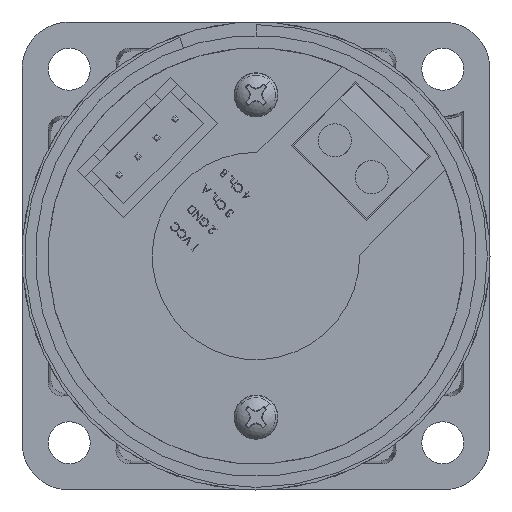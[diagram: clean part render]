
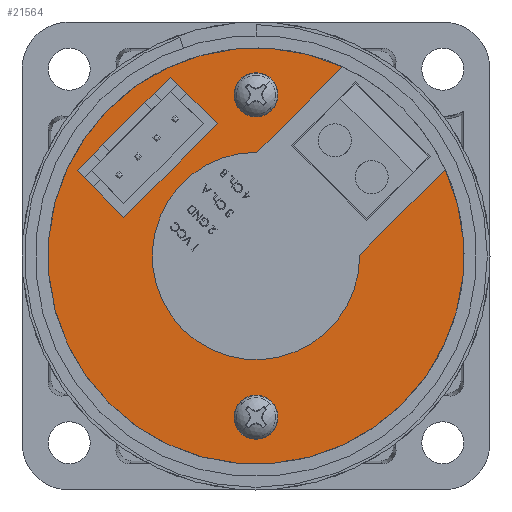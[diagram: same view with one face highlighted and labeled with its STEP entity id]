
A CAD part, front view. The second image highlights one B-rep face of the part: STEP entity #21564.
In plain terms, the highlighted face is planar.
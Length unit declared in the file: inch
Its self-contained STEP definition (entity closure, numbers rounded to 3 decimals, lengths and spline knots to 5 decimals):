
#720 = CARTESIAN_POINT ( 'NONE',  ( 0.4575, 0.6415, -0.25 ) ) ;
#1052 = ORIENTED_EDGE ( 'NONE', *, *, #5931, .F. ) ;
#1054 = CARTESIAN_POINT ( 'NONE',  ( 0.67, 0.6415, 0.25 ) ) ;
#1186 = AXIS2_PLACEMENT_3D ( 'NONE', #14622, #47496, #19414 ) ;
#1471 = LINE ( 'NONE', #42011, #37628 ) ;
#2635 = VERTEX_POINT ( 'NONE', #11362 ) ;
#2925 = LINE ( 'NONE', #11569, #28003 ) ;
#2956 = VERTEX_POINT ( 'NONE', #8061 ) ;
#3220 = DIRECTION ( 'NONE',  ( 0., 1., 0. ) ) ;
#3823 = VECTOR ( 'NONE', #39702, 39.37008 ) ;
#4021 = AXIS2_PLACEMENT_3D ( 'NONE', #36820, #8566, #41551 ) ;
#4099 = DIRECTION ( 'NONE',  ( 0., 0., -1. ) ) ;
#4471 = VECTOR ( 'NONE', #41238, 39.37008 ) ;
#4477 = EDGE_CURVE ( 'NONE', #49603, #31787, #32810, .T. ) ;
#5075 = CARTESIAN_POINT ( 'NONE',  ( 0.7075, 0.6415, 0.1625 ) ) ;
#5403 = VERTEX_POINT ( 'NONE', #42889 ) ;
#5452 = VERTEX_POINT ( 'NONE', #57557 ) ;
#5888 = AXIS2_PLACEMENT_3D ( 'NONE', #31476, #3220, #36193 ) ;
#5931 = EDGE_CURVE ( 'NONE', #5403, #13219, #53823, .T. ) ;
#6043 = ORIENTED_EDGE ( 'NONE', *, *, #32751, .F. ) ;
#6362 = EDGE_CURVE ( 'NONE', #26046, #33487, #29554, .T. ) ;
#6365 = ORIENTED_EDGE ( 'NONE', *, *, #11567, .F. ) ;
#6907 = CARTESIAN_POINT ( 'NONE',  ( 0.7075, 0.6415, -0.25 ) ) ;
#8061 = CARTESIAN_POINT ( 'NONE',  ( -0.275, 0.6415, 0.73792 ) ) ;
#8329 = CARTESIAN_POINT ( 'NONE',  ( 0., 0.6415, 0. ) ) ;
#8348 = DIRECTION ( 'NONE',  ( 0., 1., 0. ) ) ;
#8530 = EDGE_LOOP ( 'NONE', ( #6365, #38124, #47253, #6043, #46966, #24036, #60613, #31399, #1052, #60229, #38407, #40057 ) ) ;
#8566 = DIRECTION ( 'NONE',  ( 0., 1., 0. ) ) ;
#9170 = LINE ( 'NONE', #20211, #45227 ) ;
#9311 = EDGE_CURVE ( 'NONE', #13219, #11273, #42974, .T. ) ;
#10964 = AXIS2_PLACEMENT_3D ( 'NONE', #36611, #8348, #41335 ) ;
#11273 = VERTEX_POINT ( 'NONE', #14401 ) ;
#11362 = CARTESIAN_POINT ( 'NONE',  ( 0.62, 0.6415, -0.25 ) ) ;
#11567 = EDGE_CURVE ( 'NONE', #11702, #49603, #43380, .T. ) ;
#11569 = CARTESIAN_POINT ( 'NONE',  ( -0.275, 0.6415, 0.28006 ) ) ;
#11700 = EDGE_CURVE ( 'NONE', #5452, #54950, #54351, .T. ) ;
#11702 = VERTEX_POINT ( 'NONE', #17083 ) ;
#12003 = CARTESIAN_POINT ( 'NONE',  ( 0.7075, 0.6415, -0.1125 ) ) ;
#12823 = EDGE_CURVE ( 'NONE', #19327, #2956, #13166, .T. ) ;
#13103 = DIRECTION ( 'NONE',  ( 0., 0., 1. ) ) ;
#13166 = CIRCLE ( 'NONE', #1186, 0.7875 ) ;
#13219 = VERTEX_POINT ( 'NONE', #43176 ) ;
#13852 = AXIS2_PLACEMENT_3D ( 'NONE', #8329, #41316, #13103 ) ;
#14401 = CARTESIAN_POINT ( 'NONE',  ( 0.67, 0.6415, -0.25 ) ) ;
#14542 = DIRECTION ( 'NONE',  ( 0., 0., -1. ) ) ;
#14622 = CARTESIAN_POINT ( 'NONE',  ( 0., 0.6415, 0. ) ) ;
#15401 = VERTEX_POINT ( 'NONE', #59673 ) ;
#16422 = VECTOR ( 'NONE', #38236, 39.37008 ) ;
#16739 = CIRCLE ( 'NONE', #10964, 0.7875 ) ;
#17083 = CARTESIAN_POINT ( 'NONE',  ( 0.7075, 0.6415, 0.25 ) ) ;
#17299 = EDGE_CURVE ( 'NONE', #11273, #2635, #55364, .T. ) ;
#18994 = LINE ( 'NONE', #48551, #31482 ) ;
#19294 = CARTESIAN_POINT ( 'NONE',  ( 0.7075, 0.6415, 0.1125 ) ) ;
#19327 = VERTEX_POINT ( 'NONE', #50816 ) ;
#19414 = DIRECTION ( 'NONE',  ( 0., 0., 1. ) ) ;
#20211 = CARTESIAN_POINT ( 'NONE',  ( 0.4575, 0.6415, -0.25 ) ) ;
#21532 = ORIENTED_EDGE ( 'NONE', *, *, #52776, .F. ) ;
#21564 = ADVANCED_FACE ( 'NONE', ( #53218, #40799 ), #45992, .T. ) ;
#24036 = ORIENTED_EDGE ( 'NONE', *, *, #35731, .F. ) ;
#25394 = CARTESIAN_POINT ( 'NONE',  ( 0.275, 0.6415, 0.73792 ) ) ;
#25517 = EDGE_CURVE ( 'NONE', #15401, #2956, #2925, .T. ) ;
#25519 = CARTESIAN_POINT ( 'NONE',  ( 0.7075, 0.6415, -0.25 ) ) ;
#25702 = DIRECTION ( 'NONE',  ( 0., 0., -1. ) ) ;
#26046 = VERTEX_POINT ( 'NONE', #720 ) ;
#26684 = VERTEX_POINT ( 'NONE', #25394 ) ;
#27393 = VERTEX_POINT ( 'NONE', #12003 ) ;
#28003 = VECTOR ( 'NONE', #44470, 39.37008 ) ;
#29223 = ORIENTED_EDGE ( 'NONE', *, *, #42659, .F. ) ;
#29554 = LINE ( 'NONE', #59823, #4471 ) ;
#30146 = LINE ( 'NONE', #49519, #41182 ) ;
#30659 = ORIENTED_EDGE ( 'NONE', *, *, #11700, .F. ) ;
#31399 = ORIENTED_EDGE ( 'NONE', *, *, #9311, .F. ) ;
#31476 = CARTESIAN_POINT ( 'NONE',  ( 0., 0.6415, 0. ) ) ;
#31482 = VECTOR ( 'NONE', #53258, 39.37008 ) ;
#31516 = LINE ( 'NONE', #33799, #43962 ) ;
#31652 = CIRCLE ( 'NONE', #13852, 0.3925 ) ;
#31787 = VERTEX_POINT ( 'NONE', #19294 ) ;
#32058 = VECTOR ( 'NONE', #46130, 39.37008 ) ;
#32341 = VERTEX_POINT ( 'NONE', #46898 ) ;
#32751 = EDGE_CURVE ( 'NONE', #33487, #32341, #31516, .T. ) ;
#32810 = LINE ( 'NONE', #42733, #56238 ) ;
#33487 = VERTEX_POINT ( 'NONE', #50675 ) ;
#33493 = CARTESIAN_POINT ( 'NONE',  ( 0., 0.6415, -0.25 ) ) ;
#33537 = LINE ( 'NONE', #41476, #32058 ) ;
#33799 = CARTESIAN_POINT ( 'NONE',  ( 0.4575, 0.6415, 0.25 ) ) ;
#34474 = LINE ( 'NONE', #55317, #44006 ) ;
#35731 = EDGE_CURVE ( 'NONE', #2635, #26046, #9170, .T. ) ;
#36193 = DIRECTION ( 'NONE',  ( 0., 0., 1. ) ) ;
#36611 = CARTESIAN_POINT ( 'NONE',  ( 0., 0.6415, 0. ) ) ;
#36658 = VERTEX_POINT ( 'NONE', #1054 ) ;
#36803 = CARTESIAN_POINT ( 'NONE',  ( 0., 0.6415, -0.3925 ) ) ;
#36820 = CARTESIAN_POINT ( 'NONE',  ( 0., 0.6415, 0. ) ) ;
#37628 = VECTOR ( 'NONE', #4099, 39.37008 ) ;
#38124 = ORIENTED_EDGE ( 'NONE', *, *, #59808, .F. ) ;
#38236 = DIRECTION ( 'NONE',  ( -1., 0., 0. ) ) ;
#38407 = ORIENTED_EDGE ( 'NONE', *, *, #55887, .F. ) ;
#39393 = ORIENTED_EDGE ( 'NONE', *, *, #25517, .F. ) ;
#39702 = DIRECTION ( 'NONE',  ( 0., 0., -1. ) ) ;
#39930 = ORIENTED_EDGE ( 'NONE', *, *, #40680, .T. ) ;
#40057 = ORIENTED_EDGE ( 'NONE', *, *, #4477, .F. ) ;
#40680 = EDGE_CURVE ( 'NONE', #26684, #19327, #16739, .T. ) ;
#40799 = FACE_OUTER_BOUND ( 'NONE', #45225, .T. ) ;
#41182 = VECTOR ( 'NONE', #49732, 39.37008 ) ;
#41238 = DIRECTION ( 'NONE',  ( 0., 0., 1. ) ) ;
#41316 = DIRECTION ( 'NONE',  ( 0., 1., 0. ) ) ;
#41335 = DIRECTION ( 'NONE',  ( 0., 0., 1. ) ) ;
#41476 = CARTESIAN_POINT ( 'NONE',  ( 0.275, 0.6415, 0.28006 ) ) ;
#41551 = DIRECTION ( 'NONE',  ( 0., 0., 1. ) ) ;
#42011 = CARTESIAN_POINT ( 'NONE',  ( 0.7075, 0.6415, -0.25 ) ) ;
#42659 = EDGE_CURVE ( 'NONE', #54950, #15401, #31652, .T. ) ;
#42733 = CARTESIAN_POINT ( 'NONE',  ( 0.7075, 0.6415, 0. ) ) ;
#42889 = CARTESIAN_POINT ( 'NONE',  ( 0.7075, 0.6415, -0.1625 ) ) ;
#42974 = LINE ( 'NONE', #49090, #53920 ) ;
#43176 = CARTESIAN_POINT ( 'NONE',  ( 0.7075, 0.6415, -0.25 ) ) ;
#43234 = EDGE_CURVE ( 'NONE', #32341, #36658, #34474, .T. ) ;
#43380 = LINE ( 'NONE', #6907, #55822 ) ;
#43962 = VECTOR ( 'NONE', #52445, 39.37008 ) ;
#44006 = VECTOR ( 'NONE', #60197, 39.37008 ) ;
#44395 = DIRECTION ( 'NONE',  ( -1., 0., 0. ) ) ;
#44470 = DIRECTION ( 'NONE',  ( 0., 0., 1. ) ) ;
#45225 = EDGE_LOOP ( 'NONE', ( #39393, #29223, #30659, #21532, #39930, #52922 ) ) ;
#45227 = VECTOR ( 'NONE', #53024, 39.37008 ) ;
#45992 = PLANE ( 'NONE',  #4021 ) ;
#46130 = DIRECTION ( 'NONE',  ( 0., 0., -1. ) ) ;
#46898 = CARTESIAN_POINT ( 'NONE',  ( 0.62, 0.6415, 0.25 ) ) ;
#46966 = ORIENTED_EDGE ( 'NONE', *, *, #6362, .F. ) ;
#47253 = ORIENTED_EDGE ( 'NONE', *, *, #43234, .F. ) ;
#47496 = DIRECTION ( 'NONE',  ( 0., 1., 0. ) ) ;
#48551 = CARTESIAN_POINT ( 'NONE',  ( 0.4575, 0.6415, 0.25 ) ) ;
#49090 = CARTESIAN_POINT ( 'NONE',  ( 0.4575, 0.6415, -0.25 ) ) ;
#49519 = CARTESIAN_POINT ( 'NONE',  ( 0.7075, 0.6415, 0. ) ) ;
#49603 = VERTEX_POINT ( 'NONE', #5075 ) ;
#49732 = DIRECTION ( 'NONE',  ( 0., 0., -1. ) ) ;
#50675 = CARTESIAN_POINT ( 'NONE',  ( 0.4575, 0.6415, 0.25 ) ) ;
#50816 = CARTESIAN_POINT ( 'NONE',  ( 0., 0.6415, -0.7875 ) ) ;
#50870 = EDGE_CURVE ( 'NONE', #27393, #5403, #30146, .T. ) ;
#52445 = DIRECTION ( 'NONE',  ( 1., 0., 0. ) ) ;
#52776 = EDGE_CURVE ( 'NONE', #26684, #5452, #33537, .T. ) ;
#52922 = ORIENTED_EDGE ( 'NONE', *, *, #12823, .T. ) ;
#53024 = DIRECTION ( 'NONE',  ( -1., 0., 0. ) ) ;
#53218 = FACE_BOUND ( 'NONE', #8530, .T. ) ;
#53258 = DIRECTION ( 'NONE',  ( 1., 0., 0. ) ) ;
#53823 = LINE ( 'NONE', #25519, #3823 ) ;
#53920 = VECTOR ( 'NONE', #44395, 39.37008 ) ;
#54351 = CIRCLE ( 'NONE', #5888, 0.3925 ) ;
#54950 = VERTEX_POINT ( 'NONE', #36803 ) ;
#55317 = CARTESIAN_POINT ( 'NONE',  ( 0., 0.6415, 0.25 ) ) ;
#55364 = LINE ( 'NONE', #33493, #16422 ) ;
#55822 = VECTOR ( 'NONE', #25702, 39.37008 ) ;
#55887 = EDGE_CURVE ( 'NONE', #31787, #27393, #1471, .T. ) ;
#56238 = VECTOR ( 'NONE', #14542, 39.37008 ) ;
#57557 = CARTESIAN_POINT ( 'NONE',  ( 0.275, 0.6415, 0.28006 ) ) ;
#59673 = CARTESIAN_POINT ( 'NONE',  ( -0.275, 0.6415, 0.28006 ) ) ;
#59808 = EDGE_CURVE ( 'NONE', #36658, #11702, #18994, .T. ) ;
#59823 = CARTESIAN_POINT ( 'NONE',  ( 0.4575, 0.6415, -0.25 ) ) ;
#60197 = DIRECTION ( 'NONE',  ( 1., 0., 0. ) ) ;
#60229 = ORIENTED_EDGE ( 'NONE', *, *, #50870, .F. ) ;
#60613 = ORIENTED_EDGE ( 'NONE', *, *, #17299, .F. ) ;
